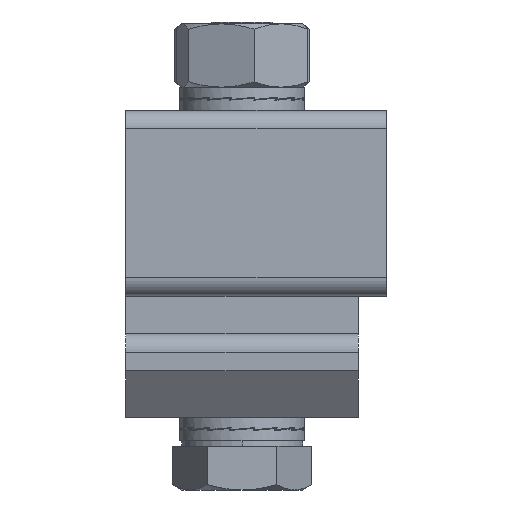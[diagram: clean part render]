
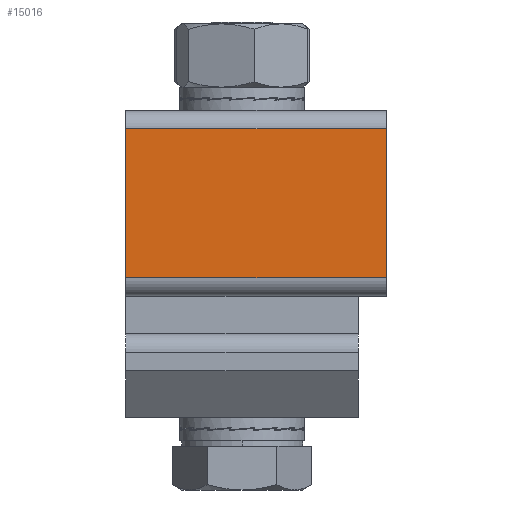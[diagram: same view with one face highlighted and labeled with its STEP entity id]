
A CAD part, left-side view. The second image highlights one B-rep face of the part: STEP entity #15016.
In plain terms, the highlighted planar face has unit normal (-1, 0, 0).
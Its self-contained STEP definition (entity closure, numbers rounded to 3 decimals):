
#52 = FACE_OUTER_BOUND ( 'NONE', #6584, .T. ) ;
#2196 = CARTESIAN_POINT ( 'NONE',  ( -110., -15.5, 6. ) ) ;
#3530 = CARTESIAN_POINT ( 'NONE',  ( -110., 12.5, 6. ) ) ;
#4132 = ORIENTED_EDGE ( 'NONE', *, *, #8749, .F. ) ;
#4721 = CARTESIAN_POINT ( 'NONE',  ( -110., 12.5, 22. ) ) ;
#5246 = LINE ( 'NONE', #12623, #9143 ) ;
#5492 = VECTOR ( 'NONE', #18992, 1000. ) ;
#6009 = DIRECTION ( 'NONE',  ( 0., 1., 0. ) ) ;
#6281 = LINE ( 'NONE', #4721, #9211 ) ;
#6584 = EDGE_LOOP ( 'NONE', ( #18645, #19915, #4132, #18465 ) ) ;
#6605 = EDGE_CURVE ( 'NONE', #10528, #10572, #6281, .T. ) ;
#6646 = CARTESIAN_POINT ( 'NONE',  ( -110., -15.5, 22. ) ) ;
#7181 = CARTESIAN_POINT ( 'NONE',  ( -110., 12.5, 4. ) ) ;
#8749 = EDGE_CURVE ( 'NONE', #14901, #10572, #5246, .T. ) ;
#8751 = PLANE ( 'NONE',  #17972 ) ;
#9100 = DIRECTION ( 'NONE',  ( 0., 0., 1. ) ) ;
#9143 = VECTOR ( 'NONE', #12759, 1000. ) ;
#9211 = VECTOR ( 'NONE', #6009, 1000. ) ;
#10528 = VERTEX_POINT ( 'NONE', #6646 ) ;
#10572 = VERTEX_POINT ( 'NONE', #12917 ) ;
#11255 = LINE ( 'NONE', #13797, #15880 ) ;
#11331 = LINE ( 'NONE', #19199, #5492 ) ;
#11468 = EDGE_CURVE ( 'NONE', #12717, #10528, #11255, .T. ) ;
#12623 = CARTESIAN_POINT ( 'NONE',  ( -110., 12.5, 4. ) ) ;
#12717 = VERTEX_POINT ( 'NONE', #2196 ) ;
#12759 = DIRECTION ( 'NONE',  ( 0., 0., 1. ) ) ;
#12917 = CARTESIAN_POINT ( 'NONE',  ( -110., 12.5, 22. ) ) ;
#13797 = CARTESIAN_POINT ( 'NONE',  ( -110., -15.5, 4. ) ) ;
#14707 = DIRECTION ( 'NONE',  ( 0., 0., -1. ) ) ;
#14901 = VERTEX_POINT ( 'NONE', #3530 ) ;
#14975 = DIRECTION ( 'NONE',  ( 1., 0., 0. ) ) ;
#15016 = ADVANCED_FACE ( 'NONE', ( #52 ), #8751, .F. ) ;
#15880 = VECTOR ( 'NONE', #9100, 1000. ) ;
#16650 = EDGE_CURVE ( 'NONE', #14901, #12717, #11331, .T. ) ;
#17972 = AXIS2_PLACEMENT_3D ( 'NONE', #7181, #14975, #14707 ) ;
#18465 = ORIENTED_EDGE ( 'NONE', *, *, #16650, .T. ) ;
#18645 = ORIENTED_EDGE ( 'NONE', *, *, #11468, .T. ) ;
#18992 = DIRECTION ( 'NONE',  ( 0., -1., 0. ) ) ;
#19199 = CARTESIAN_POINT ( 'NONE',  ( -110., -15.5, 6. ) ) ;
#19915 = ORIENTED_EDGE ( 'NONE', *, *, #6605, .T. ) ;
